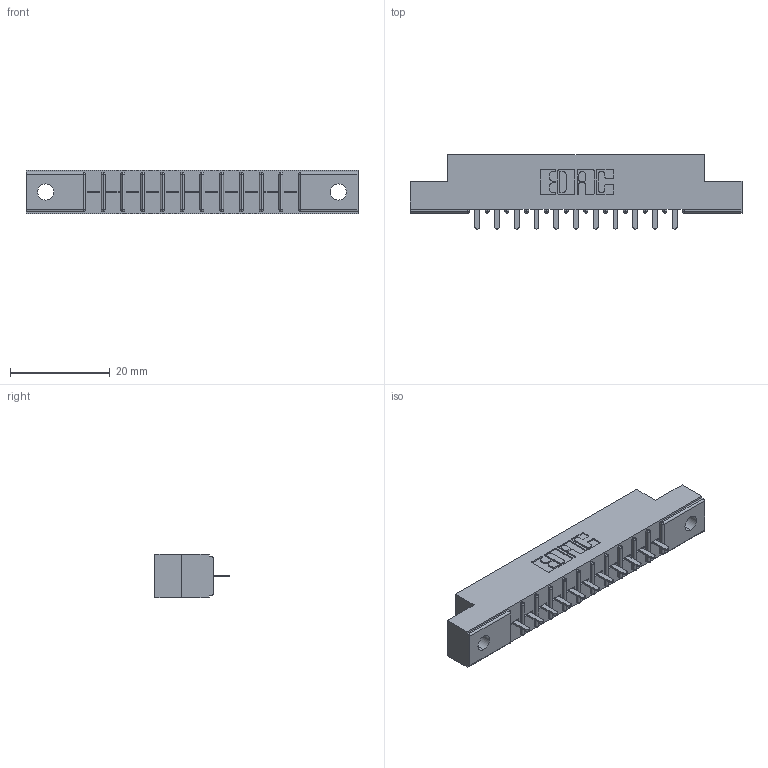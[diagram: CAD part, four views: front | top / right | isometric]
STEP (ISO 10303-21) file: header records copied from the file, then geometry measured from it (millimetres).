
FILE_DESCRIPTION (( 'STEP AP203' ), '1' );
FILE_NAME ('316-011-521-102.STEP', '2018-07-31T00:18:35', ( '' ), ( '' ), 'SwSTEP 2.0', 'SolidWorks 2016', '' );
FILE_SCHEMA (( 'CONFIG_CONTROL_DESIGN' ));
Length unit declared in the file: inch
Products named in the file (3): 316-011-521-102; 306 Part_.128 Dia; 306-290-001_121
Assembly tree (12 placements, depth 2):
  316-011-521-102
    306 Part_.128 Dia
    306-290-001_121  x11
Bounding box: 66.6 x 14.88 x 8.71 mm (x, y, z)
Volume: 4459.5 mm3; surface area: 5899.6 mm2
Topology: 12 solids, 12 shells, 886 faces, 2483 edges, 1594 vertices
Faces by surface type: plane 585, cylinder 257, sphere 44
Entity records: 14232 total; most frequent: CARTESIAN_POINT 2384, ORIENTED_EDGE 2358, DIRECTION 2355, EDGE_CURVE 1179, VECTOR 905, LINE 905, VERTEX_POINT 754, AXIS2_PLACEMENT_3D 725
